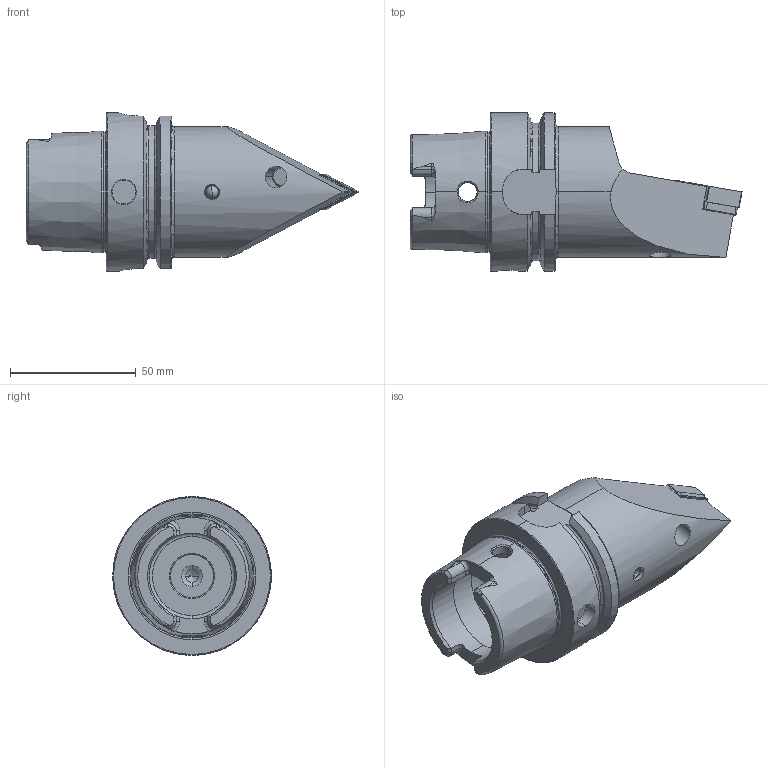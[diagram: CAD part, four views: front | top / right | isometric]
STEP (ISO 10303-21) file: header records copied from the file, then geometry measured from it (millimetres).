
FILE_DESCRIPTION (( 'STEP AP214' ), '1' );
FILE_NAME ('HA6.PDF.NNA.100.STEP', '2014-10-16T15:01:01', ( 'baer' ), ( 'Hewlett-Packard Company' ), 'SwSTEP 2.0', 'SolidWorks 2012', '' );
FILE_SCHEMA (( 'AUTOMOTIVE_DESIGN' ));
Length unit declared in the file: millimetre
Products named in the file (8): WDF-ER2.101.003_A; WCD-ER1.101.000; WCD-ER4.101.017_A; WDF-ER3.101.000_A; DNMG150604; KVT_MB_600_060; HA6-PDF.NNA.100_A; HA6.PDF.NNA.100
Assembly tree (7 placements, depth 2):
  HA6.PDF.NNA.100
    HA6-PDF.NNA.100_A
    KVT_MB_600_060
    DNMG150604
    WDF-ER3.101.000_A
    WCD-ER4.101.017_A
    WCD-ER1.101.000
    WDF-ER2.101.003_A
Bounding box: 131.9 x 63 x 63 mm (x, y, z)
Volume: 163488 mm3; surface area: 34698.9 mm2
Topology: 8 solids, 8 shells, 370 faces, 935 edges, 568 vertices
Faces by surface type: plane 117, cylinder 102, cone 93, torus 40, bspline 16, sphere 2
Entity records: 14039 total; most frequent: CARTESIAN_POINT 4009, ORIENTED_EDGE 1836, DIRECTION 1741, EDGE_CURVE 918, AXIS2_PLACEMENT_3D 676, VERTEX_POINT 565, VECTOR 389, LINE 389
